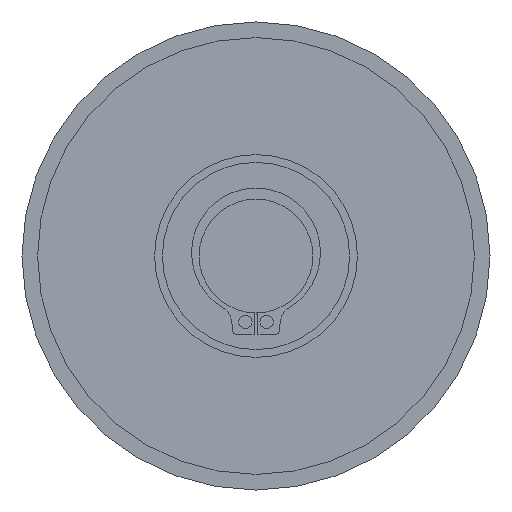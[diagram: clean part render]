
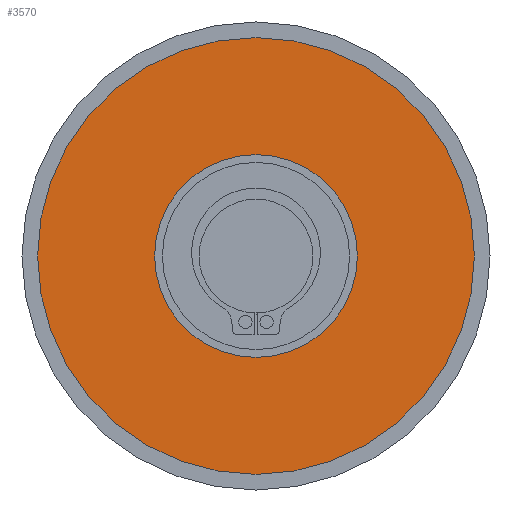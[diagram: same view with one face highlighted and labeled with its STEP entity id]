
A CAD part, front view. The second image highlights one B-rep face of the part: STEP entity #3570.
In plain terms, the highlighted face is planar.
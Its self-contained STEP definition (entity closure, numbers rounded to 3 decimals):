
#1921 = CIRCLE ( 'NONE', #1984, 28. ) ;
#1962 = CARTESIAN_POINT ( 'NONE',  ( -13., 0., 0. ) ) ;
#1963 = CARTESIAN_POINT ( 'NONE',  ( 13., 0., 0. ) ) ;
#1971 = DIRECTION ( 'NONE',  ( -1., 0., 0. ) ) ;
#1972 = DIRECTION ( 'NONE',  ( 0., 0., -1. ) ) ;
#1973 = CARTESIAN_POINT ( 'NONE',  ( 0., 0., 0. ) ) ;
#1974 = AXIS2_PLACEMENT_3D ( 'NONE', #1973, #1972, #1971 ) ;
#1975 = CIRCLE ( 'NONE', #1974, 13. ) ;
#1981 = DIRECTION ( 'NONE',  ( -1., 0., 0. ) ) ;
#1982 = DIRECTION ( 'NONE',  ( 0., 0., -1. ) ) ;
#1983 = CARTESIAN_POINT ( 'NONE',  ( 0., 0., 0. ) ) ;
#1984 = AXIS2_PLACEMENT_3D ( 'NONE', #1983, #1982, #1981 ) ;
#1997 = DIRECTION ( 'NONE',  ( -1., 0., 0. ) ) ;
#1998 = DIRECTION ( 'NONE',  ( 0., 0., -1. ) ) ;
#1999 = CARTESIAN_POINT ( 'NONE',  ( 0., 0., 0. ) ) ;
#2000 = AXIS2_PLACEMENT_3D ( 'NONE', #1999, #1998, #1997 ) ;
#2001 = CIRCLE ( 'NONE', #2000, 13. ) ;
#2022 = CARTESIAN_POINT ( 'NONE',  ( 28., 0., 0. ) ) ;
#2027 = CARTESIAN_POINT ( 'NONE',  ( -28., 0., 0. ) ) ;
#2028 = DIRECTION ( 'NONE',  ( -1., 0., 0. ) ) ;
#2029 = DIRECTION ( 'NONE',  ( 0., 0., -1. ) ) ;
#2030 = AXIS2_PLACEMENT_3D ( 'NONE', #2036, #2029, #2028 ) ;
#2031 = CIRCLE ( 'NONE', #2030, 28. ) ;
#2036 = CARTESIAN_POINT ( 'NONE',  ( 0., 0., 0. ) ) ;
#2284 = DIRECTION ( 'NONE',  ( -1., 0., 0. ) ) ;
#2285 = DIRECTION ( 'NONE',  ( 0., 0., -1. ) ) ;
#2286 = CARTESIAN_POINT ( 'NONE',  ( 13., 0., 0. ) ) ;
#2287 = AXIS2_PLACEMENT_3D ( 'NONE', #2286, #2285, #2284 ) ;
#2288 = PLANE ( 'NONE',  #2287 ) ;
#2289 = FACE_BOUND ( 'NONE', #3452, .T. ) ;
#2290 = FACE_OUTER_BOUND ( 'NONE', #3565, .T. ) ;
#3347 = ORIENTED_EDGE ( 'NONE', *, *, #3397, .T. ) ;
#3360 = EDGE_CURVE ( 'NONE', #3413, #3411, #1921, .T. ) ;
#3361 = ORIENTED_EDGE ( 'NONE', *, *, #3360, .F. ) ;
#3367 = EDGE_CURVE ( 'NONE', #3378, #3376, #1975, .T. ) ;
#3376 = VERTEX_POINT ( 'NONE', #1963 ) ;
#3378 = VERTEX_POINT ( 'NONE', #1962 ) ;
#3397 = EDGE_CURVE ( 'NONE', #3376, #3378, #2001, .T. ) ;
#3410 = EDGE_CURVE ( 'NONE', #3411, #3413, #2031, .T. ) ;
#3411 = VERTEX_POINT ( 'NONE', #2027 ) ;
#3413 = VERTEX_POINT ( 'NONE', #2022 ) ;
#3452 = EDGE_LOOP ( 'NONE', ( #3476, #3347 ) ) ;
#3476 = ORIENTED_EDGE ( 'NONE', *, *, #3367, .T. ) ;
#3563 = ORIENTED_EDGE ( 'NONE', *, *, #3410, .F. ) ;
#3565 = EDGE_LOOP ( 'NONE', ( #3563, #3361 ) ) ;
#3570 = ADVANCED_FACE ( 'NONE', ( #2290, #2289 ), #2288, .F. ) ;
